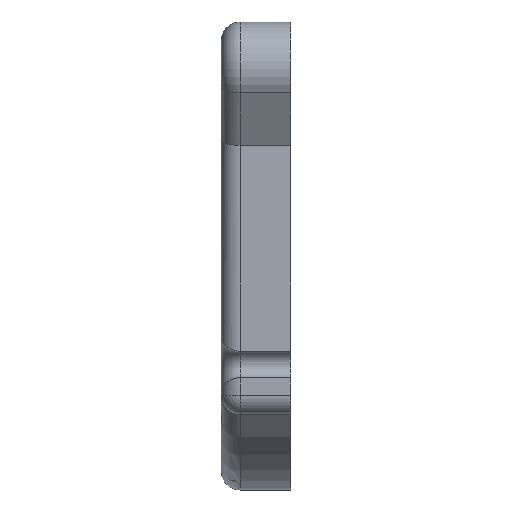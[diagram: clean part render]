
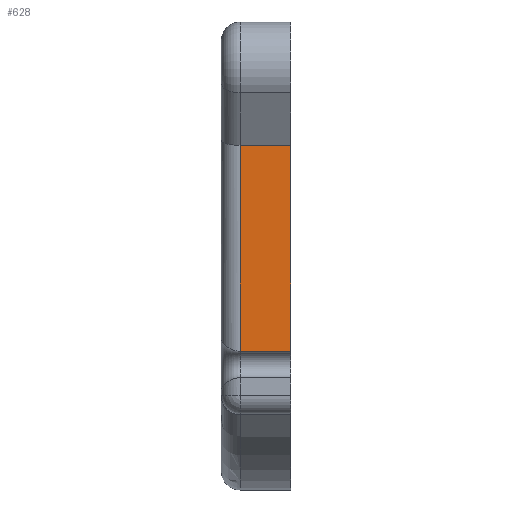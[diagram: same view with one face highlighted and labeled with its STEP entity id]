
A CAD part, left-side view. The second image highlights one B-rep face of the part: STEP entity #628.
In plain terms, the highlighted planar face has unit normal (-1, 0, 0).
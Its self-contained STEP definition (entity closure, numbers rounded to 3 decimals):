
#23 = DIRECTION ( 'NONE',  ( 0., 0., 1. ) ) ;
#72 = ORIENTED_EDGE ( 'NONE', *, *, #289, .T. ) ;
#197 = CARTESIAN_POINT ( 'NONE',  ( -11.555, 2.68, -5.05 ) ) ;
#226 = VECTOR ( 'NONE', #1558, 1000. ) ;
#276 = DIRECTION ( 'NONE',  ( 0., 0., -1. ) ) ;
#289 = EDGE_CURVE ( 'NONE', #1715, #805, #747, .T. ) ;
#363 = DIRECTION ( 'NONE',  ( 1., 0., 0. ) ) ;
#404 = EDGE_CURVE ( 'NONE', #1684, #1715, #759, .T. ) ;
#428 = AXIS2_PLACEMENT_3D ( 'NONE', #2116, #363, #707 ) ;
#551 = VECTOR ( 'NONE', #753, 1000. ) ;
#628 = ADVANCED_FACE ( 'NONE', ( #1460 ), #1925, .F. ) ;
#707 = DIRECTION ( 'NONE',  ( 0., 0., -1. ) ) ;
#747 = LINE ( 'NONE', #1384, #226 ) ;
#753 = DIRECTION ( 'NONE',  ( 0., -1., 0. ) ) ;
#755 = VECTOR ( 'NONE', #23, 1000. ) ;
#759 = LINE ( 'NONE', #1841, #1597 ) ;
#805 = VERTEX_POINT ( 'NONE', #1173 ) ;
#870 = EDGE_CURVE ( 'NONE', #805, #2117, #1674, .T. ) ;
#991 = ORIENTED_EDGE ( 'NONE', *, *, #870, .T. ) ;
#1173 = CARTESIAN_POINT ( 'NONE',  ( -11.555, 0., -5.05 ) ) ;
#1234 = ORIENTED_EDGE ( 'NONE', *, *, #404, .T. ) ;
#1384 = CARTESIAN_POINT ( 'NONE',  ( -11.555, 3.68, -5.05 ) ) ;
#1460 = FACE_OUTER_BOUND ( 'NONE', #2148, .T. ) ;
#1475 = ORIENTED_EDGE ( 'NONE', *, *, #2263, .F. ) ;
#1558 = DIRECTION ( 'NONE',  ( 0., -1., 0. ) ) ;
#1597 = VECTOR ( 'NONE', #276, 1000. ) ;
#1674 = LINE ( 'NONE', #1950, #755 ) ;
#1684 = VERTEX_POINT ( 'NONE', #2102 ) ;
#1715 = VERTEX_POINT ( 'NONE', #197 ) ;
#1789 = CARTESIAN_POINT ( 'NONE',  ( -11.555, 3.68, 5.861 ) ) ;
#1841 = CARTESIAN_POINT ( 'NONE',  ( -11.555, 2.68, -5.05 ) ) ;
#1925 = PLANE ( 'NONE',  #428 ) ;
#1950 = CARTESIAN_POINT ( 'NONE',  ( -11.555, 0., 5.861 ) ) ;
#1975 = LINE ( 'NONE', #1789, #551 ) ;
#2071 = CARTESIAN_POINT ( 'NONE',  ( -11.555, 0., 5.861 ) ) ;
#2102 = CARTESIAN_POINT ( 'NONE',  ( -11.555, 2.68, 5.861 ) ) ;
#2116 = CARTESIAN_POINT ( 'NONE',  ( -11.555, 3.68, 5.861 ) ) ;
#2117 = VERTEX_POINT ( 'NONE', #2071 ) ;
#2148 = EDGE_LOOP ( 'NONE', ( #1475, #1234, #72, #991 ) ) ;
#2263 = EDGE_CURVE ( 'NONE', #1684, #2117, #1975, .T. ) ;
